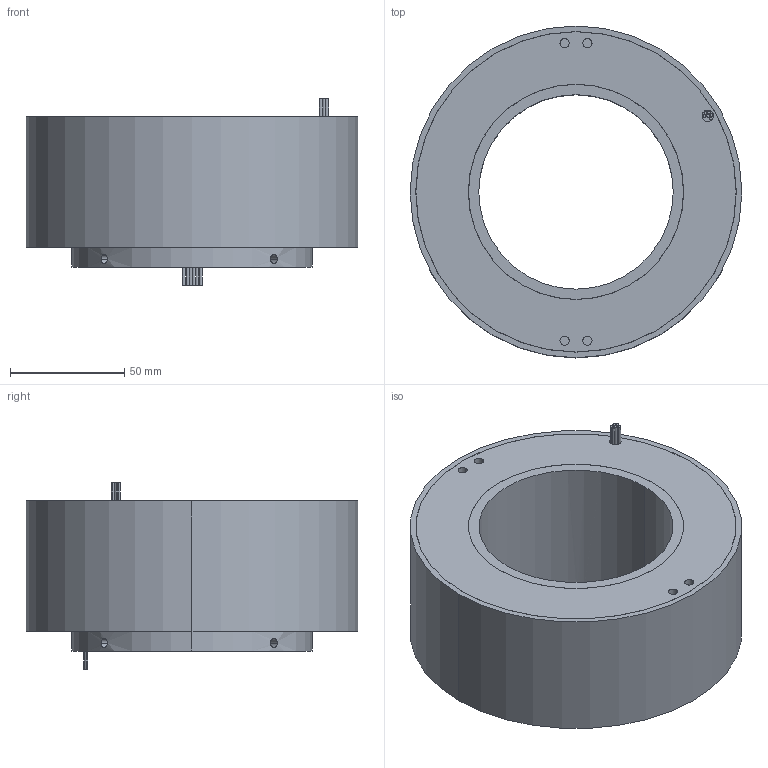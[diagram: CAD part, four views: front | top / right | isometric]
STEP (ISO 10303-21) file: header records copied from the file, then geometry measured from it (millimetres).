
FILE_DESCRIPTION (( 'STEP AP203' ), '1' );
FILE_NAME ('RX00715001.STEP', '2020-07-16T07:32:47', ( 'gongcheng1' ), ( '' ), 'SwSTEP 2.0', 'SolidWorks 2014', '' );
FILE_SCHEMA (( 'CONFIG_CONTROL_DESIGN' ));
Length unit declared in the file: millimetre
Products named in the file (1): RX00715001
Bounding box: 145 x 145 x 81.6 mm (x, y, z)
Volume: 642406.7 mm3; surface area: 73294.2 mm2
Topology: 1 solids, 1 shells, 92 faces, 195 edges, 130 vertices
Faces by surface type: cylinder 65, plane 27
Entity records: 3046 total; most frequent: CARTESIAN_POINT 866, DIRECTION 479, ORIENTED_EDGE 390, AXIS2_PLACEMENT_3D 207, EDGE_CURVE 195, VERTEX_POINT 130, EDGE_LOOP 127, CIRCLE 114
